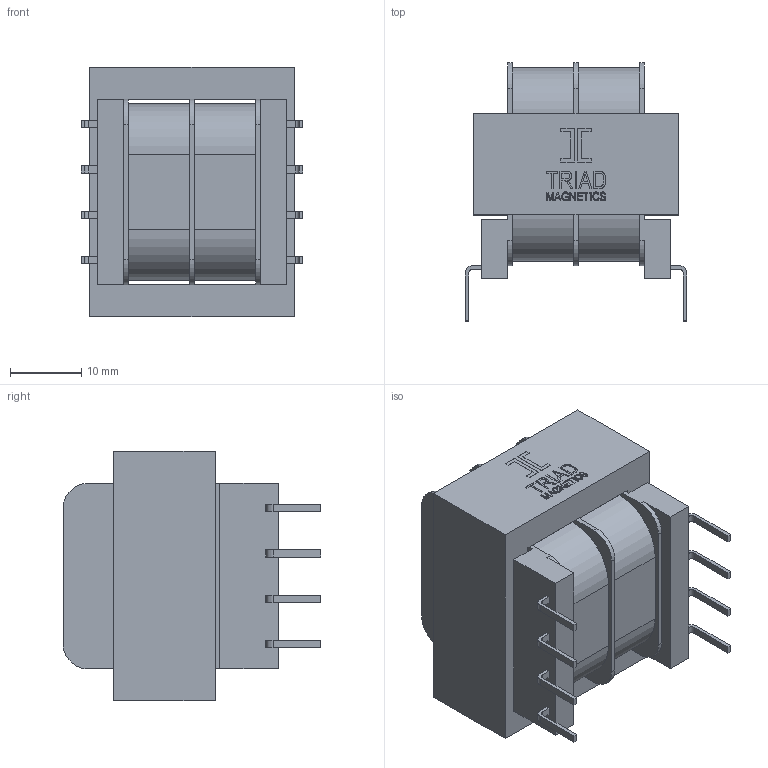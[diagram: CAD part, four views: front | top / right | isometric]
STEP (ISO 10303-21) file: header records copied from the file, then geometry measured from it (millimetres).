
FILE_DESCRIPTION (( 'STEP AP214' ), '1' );
FILE_NAME ('Triad Magnetics-FS24-100-C2.STEP', '2018-12-31T20:24:59', ( '' ), ( '' ), 'SwSTEP 2.0', 'SolidWorks 2018', '' );
FILE_SCHEMA (( 'AUTOMOTIVE_DESIGN' ));
Length unit declared in the file: inch
Products named in the file (1): Triad Magnetics-FS24-100-C2
Bounding box: 30.99 x 36.09 x 34.95 mm (x, y, z)
Volume: 20764.6 mm3; surface area: 8040.3 mm2
Topology: 1 solids, 1 shells, 348 faces, 954 edges, 628 vertices
Faces by surface type: plane 263, bspline 49, cylinder 36
Entity records: 18188 total; most frequent: CARTESIAN_POINT 5028, ORIENTED_EDGE 1908, DIRECTION 1528, EDGE_CURVE 954, LINE 784, VECTOR 784, VERTEX_POINT 628, EDGE_LOOP 384
